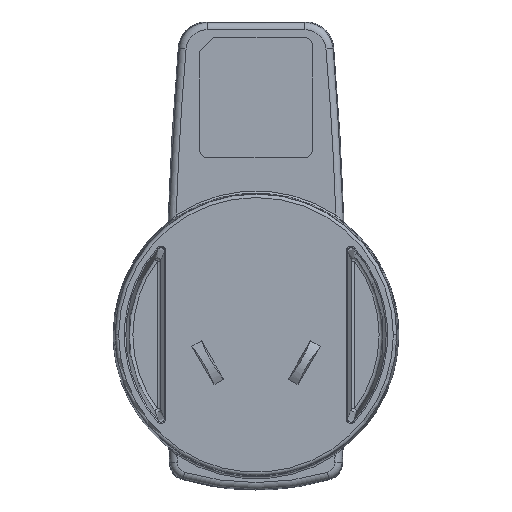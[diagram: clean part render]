
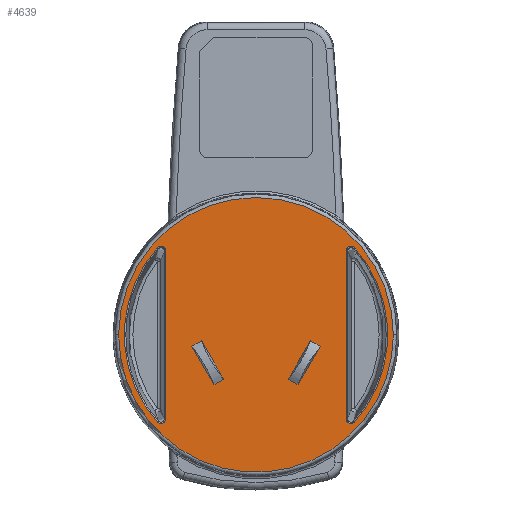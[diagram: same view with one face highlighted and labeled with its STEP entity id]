
A CAD part, front view. The second image highlights one B-rep face of the part: STEP entity #4639.
In plain terms, the highlighted planar face has unit normal (0, -1, 0).
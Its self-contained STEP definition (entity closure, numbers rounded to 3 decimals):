
#120=CARTESIAN_POINT('',(0.,-9.,-12.2));
#121=DIRECTION('',(0.,-1.,0.));
#122=DIRECTION('',(-1.,0.,0.007));
#123=AXIS2_PLACEMENT_3D('',#120,#121,#122);
#140=CARTESIAN_POINT('',(0.,-9.,-12.2));
#141=DIRECTION('',(0.,1.,0.));
#142=DIRECTION('',(-1.,0.,0.007));
#143=AXIS2_PLACEMENT_3D('',#140,#141,#142);
#145=CARTESIAN_POINT('',(0.,-9.,-12.2));
#146=DIRECTION('',(0.,1.,0.));
#147=DIRECTION('',(1.,0.,0.));
#148=AXIS2_PLACEMENT_3D('',#145,#146,#147);
#150=CARTESIAN_POINT('',(0.,-9.,-12.2));
#151=DIRECTION('',(0.,1.,0.));
#152=DIRECTION('',(0.546,0.,-0.838));
#153=AXIS2_PLACEMENT_3D('',#150,#151,#152);
#155=DIRECTION('',(0.866,0.,-0.5));
#156=VECTOR('',#155,1.6);
#157=CARTESIAN_POINT('',(4.591,-9.,-18.488));
#158=LINE('',#157,#156);
#159=DIRECTION('',(0.5,0.,0.866));
#160=VECTOR('',#159,6.3);
#161=CARTESIAN_POINT('',(5.977,-9.,-19.288));
#162=LINE('',#161,#160);
#163=DIRECTION('',(-0.866,0.,0.5));
#164=VECTOR('',#163,1.6);
#165=CARTESIAN_POINT('',(9.127,-9.,-13.832));
#166=LINE('',#165,#164);
#167=DIRECTION('',(-0.5,0.,-0.866));
#168=VECTOR('',#167,6.3);
#169=CARTESIAN_POINT('',(7.741,-9.,-13.032));
#170=LINE('',#169,#168);
#171=DIRECTION('',(-0.5,0.,0.866));
#172=VECTOR('',#171,6.3);
#173=CARTESIAN_POINT('',(-4.591,-9.,-18.488));
#174=LINE('',#173,#172);
#175=DIRECTION('',(-0.866,0.,-0.5));
#176=VECTOR('',#175,1.6);
#177=CARTESIAN_POINT('',(-7.741,-9.,-13.032));
#178=LINE('',#177,#176);
#179=DIRECTION('',(0.5,0.,-0.866));
#180=VECTOR('',#179,6.3);
#181=CARTESIAN_POINT('',(-9.127,-9.,-13.832));
#182=LINE('',#181,#180);
#183=DIRECTION('',(0.866,0.,0.5));
#184=VECTOR('',#183,1.6);
#185=CARTESIAN_POINT('',(-5.977,-9.,-19.288));
#186=LINE('',#185,#184);
#187=CARTESIAN_POINT('',(0.,-9.,-12.2));
#188=DIRECTION('',(0.,-1.,0.));
#189=DIRECTION('',(0.751,0.,-0.661));
#190=AXIS2_PLACEMENT_3D('',#187,#188,#189);
#192=CARTESIAN_POINT('',(0.,-9.,-12.2));
#193=DIRECTION('',(0.,-1.,0.));
#194=DIRECTION('',(-0.751,0.,0.661));
#195=AXIS2_PLACEMENT_3D('',#192,#193,#194);
#276=CARTESIAN_POINT('',(14.032,-9.,-24.551));
#277=CARTESIAN_POINT('',(13.977,-9.,-24.613));
#278=CARTESIAN_POINT('',(13.854,-9.,-24.712));
#279=CARTESIAN_POINT('',(13.621,-9.,-24.795));
#280=CARTESIAN_POINT('',(13.373,-9.,-24.792));
#281=CARTESIAN_POINT('',(13.14,-9.,-24.703));
#282=CARTESIAN_POINT('',(12.953,-9.,-24.541));
#283=CARTESIAN_POINT('',(12.833,-9.,-24.325));
#284=CARTESIAN_POINT('',(12.807,-9.,-24.171));
#285=CARTESIAN_POINT('',(12.807,-9.,-24.088));
#331=DIRECTION('',(0.,0.,1.));
#332=VECTOR('',#331,23.777);
#333=CARTESIAN_POINT('',(12.807,-9.,-24.088));
#334=LINE('',#333,#332);
#340=CARTESIAN_POINT('',(12.807,-9.,
-0.311));
#341=CARTESIAN_POINT('',(12.807,-9.,
-0.228));
#342=CARTESIAN_POINT('',(12.834,-9.,
-0.072));
#343=CARTESIAN_POINT('',(12.955,-9.,0.145));
#344=CARTESIAN_POINT('',(13.144,-9.,0.306));
#345=CARTESIAN_POINT('',(13.378,-9.,0.393));
#346=CARTESIAN_POINT('',(13.625,-9.,0.394));
#347=CARTESIAN_POINT('',(13.856,-9.,0.311));
#348=CARTESIAN_POINT('',(13.978,-9.,0.212));
#349=CARTESIAN_POINT('',(14.032,-9.,0.151));
#476=CARTESIAN_POINT('',(-14.032,-9.,
0.151));
#477=CARTESIAN_POINT('',(-13.977,-9.,
0.213));
#478=CARTESIAN_POINT('',(-13.854,-9.,
0.312));
#479=CARTESIAN_POINT('',(-13.621,-9.,
0.395));
#480=CARTESIAN_POINT('',(-13.374,-9.,
0.392));
#481=CARTESIAN_POINT('',(-13.14,-9.,
0.303));
#482=CARTESIAN_POINT('',(-12.953,-9.,
0.141));
#483=CARTESIAN_POINT('',(-12.833,-9.,
-0.075));
#484=CARTESIAN_POINT('',(-12.807,-9.,
-0.229));
#485=CARTESIAN_POINT('',(-12.807,-9.,
-0.312));
#531=DIRECTION('',(0.,0.,-1.));
#532=VECTOR('',#531,23.777);
#533=CARTESIAN_POINT('',(-12.807,-9.,
-0.312));
#534=LINE('',#533,#532);
#540=CARTESIAN_POINT('',(-12.807,-9.,
-24.089));
#541=CARTESIAN_POINT('',(-12.807,-9.,
-24.172));
#542=CARTESIAN_POINT('',(-12.834,-9.,
-24.328));
#543=CARTESIAN_POINT('',(-12.955,-9.,
-24.545));
#544=CARTESIAN_POINT('',(-13.144,-9.,
-24.706));
#545=CARTESIAN_POINT('',(-13.378,-9.,
-24.793));
#546=CARTESIAN_POINT('',(-13.625,-9.,
-24.794));
#547=CARTESIAN_POINT('',(-13.856,-9.,
-24.711));
#548=CARTESIAN_POINT('',(-13.978,-9.,
-24.612));
#549=CARTESIAN_POINT('',(-14.032,-9.,
-24.551));
#3686=CARTESIAN_POINT('',(-19.508,-9.,
-12.064));
#3687=CARTESIAN_POINT('',(-19.509,-9.,
-12.202));
#3688=VERTEX_POINT('',#3686);
#3689=VERTEX_POINT('',#3687);
#3690=CARTESIAN_POINT('',(19.509,-9.,
-12.2));
#3691=VERTEX_POINT('',#3690);
#3692=CARTESIAN_POINT('',(10.643,-9.,
-28.55));
#3693=VERTEX_POINT('',#3692);
#3694=CARTESIAN_POINT('',(4.591,-9.,-18.488));
#3695=CARTESIAN_POINT('',(5.977,-9.,-19.288));
#3696=VERTEX_POINT('',#3694);
#3697=VERTEX_POINT('',#3695);
#3698=CARTESIAN_POINT('',(9.127,-9.,-13.832));
#3699=VERTEX_POINT('',#3698);
#3700=CARTESIAN_POINT('',(7.741,-9.,-13.032));
#3701=VERTEX_POINT('',#3700);
#3702=CARTESIAN_POINT('',(-4.591,-9.,-18.488));
#3703=CARTESIAN_POINT('',(-7.741,-9.,-13.032));
#3704=VERTEX_POINT('',#3702);
#3705=VERTEX_POINT('',#3703);
#3706=CARTESIAN_POINT('',(-9.127,-9.,-13.832));
#3707=VERTEX_POINT('',#3706);
#3708=CARTESIAN_POINT('',(-5.977,-9.,-19.288));
#3709=VERTEX_POINT('',#3708);
#3710=VERTEX_POINT('',#276);
#3711=VERTEX_POINT('',#285);
#3712=CARTESIAN_POINT('',(14.031,-9.,0.151));
#3713=VERTEX_POINT('',#3712);
#3714=VERTEX_POINT('',#340);
#3715=VERTEX_POINT('',#476);
#3716=VERTEX_POINT('',#485);
#3717=CARTESIAN_POINT('',(-14.031,-9.,-24.551));
#3718=VERTEX_POINT('',#3717);
#3719=VERTEX_POINT('',#540);
#4586=CARTESIAN_POINT('',(0.,-9.,0.));
#4587=DIRECTION('',(0.,-1.,0.));
#4588=DIRECTION('',(-1.,0.,0.));
#4589=AXIS2_PLACEMENT_3D('',#4586,#4587,#4588);
#4590=PLANE('',#4589);
#4591=ORIENTED_EDGE('',*,*,#4575,.F.);
#4592=ORIENTED_EDGE('',*,*,#4573,.T.);
#4594=ORIENTED_EDGE('',*,*,#4593,.T.);
#4596=ORIENTED_EDGE('',*,*,#4595,.T.);
#4597=EDGE_LOOP('',(#4591,#4592,#4594,#4596));
#4598=FACE_OUTER_BOUND('',#4597,.F.);
#4600=ORIENTED_EDGE('',*,*,#4599,.T.);
#4602=ORIENTED_EDGE('',*,*,#4601,.T.);
#4604=ORIENTED_EDGE('',*,*,#4603,.T.);
#4606=ORIENTED_EDGE('',*,*,#4605,.T.);
#4607=EDGE_LOOP('',(#4600,#4602,#4604,#4606));
#4608=FACE_BOUND('',#4607,.F.);
#4610=ORIENTED_EDGE('',*,*,#4609,.T.);
#4612=ORIENTED_EDGE('',*,*,#4611,.T.);
#4614=ORIENTED_EDGE('',*,*,#4613,.T.);
#4616=ORIENTED_EDGE('',*,*,#4615,.T.);
#4617=EDGE_LOOP('',(#4610,#4612,#4614,#4616));
#4618=FACE_BOUND('',#4617,.F.);
#4620=ORIENTED_EDGE('',*,*,#4619,.F.);
#4622=ORIENTED_EDGE('',*,*,#4621,.T.);
#4624=ORIENTED_EDGE('',*,*,#4623,.F.);
#4626=ORIENTED_EDGE('',*,*,#4625,.F.);
#4627=EDGE_LOOP('',(#4620,#4622,#4624,#4626));
#4628=FACE_BOUND('',#4627,.F.);
#4630=ORIENTED_EDGE('',*,*,#4629,.F.);
#4632=ORIENTED_EDGE('',*,*,#4631,.T.);
#4634=ORIENTED_EDGE('',*,*,#4633,.F.);
#4636=ORIENTED_EDGE('',*,*,#4635,.F.);
#4637=EDGE_LOOP('',(#4630,#4632,#4634,#4636));
#4638=FACE_BOUND('',#4637,.F.);
#4639=ADVANCED_FACE('',(#4598,#4608,#4618,#4628,#4638),#4590,.T.);
#124=CIRCLE('',#123,19.509);
#144=CIRCLE('',#143,19.509);
#149=CIRCLE('',#148,19.509);
#154=CIRCLE('',#153,19.509);
#191=CIRCLE('',#190,18.693);
#196=CIRCLE('',#195,18.693);
#286=B_SPLINE_CURVE_WITH_KNOTS('',3,(#276,#277,#278,#279,#280,#281,#282,#283,
#284,#285),.UNSPECIFIED.,.F.,.F.,(4,1,1,1,1,1,1,4),(0.,0.143,
0.286,0.429,0.571,0.714,
0.857,1.),.UNSPECIFIED.);
#350=B_SPLINE_CURVE_WITH_KNOTS('',3,(#340,#341,#342,#343,#344,#345,#346,#347,
#348,#349),.UNSPECIFIED.,.F.,.F.,(4,1,1,1,1,1,1,4),(0.,0.143,
0.286,0.429,0.571,0.714,
0.857,1.),.UNSPECIFIED.);
#486=B_SPLINE_CURVE_WITH_KNOTS('',3,(#476,#477,#478,#479,#480,#481,#482,#483,
#484,#485),.UNSPECIFIED.,.F.,.F.,(4,1,1,1,1,1,1,4),(0.,0.143,
0.286,0.429,0.571,0.714,
0.857,1.),.UNSPECIFIED.);
#550=B_SPLINE_CURVE_WITH_KNOTS('',3,(#540,#541,#542,#543,#544,#545,#546,#547,
#548,#549),.UNSPECIFIED.,.F.,.F.,(4,1,1,1,1,1,1,4),(0.,0.143,
0.286,0.429,0.571,0.714,
0.857,1.),.UNSPECIFIED.);
#4573=EDGE_CURVE('',#3688,#3691,#144,.T.);
#4575=EDGE_CURVE('',#3688,#3689,#124,.T.);
#4593=EDGE_CURVE('',#3691,#3693,#149,.T.);
#4595=EDGE_CURVE('',#3693,#3689,#154,.T.);
#4599=EDGE_CURVE('',#3696,#3697,#158,.T.);
#4601=EDGE_CURVE('',#3697,#3699,#162,.T.);
#4603=EDGE_CURVE('',#3699,#3701,#166,.T.);
#4605=EDGE_CURVE('',#3701,#3696,#170,.T.);
#4609=EDGE_CURVE('',#3704,#3705,#174,.T.);
#4611=EDGE_CURVE('',#3705,#3707,#178,.T.);
#4613=EDGE_CURVE('',#3707,#3709,#182,.T.);
#4615=EDGE_CURVE('',#3709,#3704,#186,.T.);
#4619=EDGE_CURVE('',#3710,#3711,#286,.T.);
#4621=EDGE_CURVE('',#3710,#3713,#191,.T.);
#4623=EDGE_CURVE('',#3714,#3713,#350,.T.);
#4625=EDGE_CURVE('',#3711,#3714,#334,.T.);
#4629=EDGE_CURVE('',#3715,#3716,#486,.T.);
#4631=EDGE_CURVE('',#3715,#3718,#196,.T.);
#4633=EDGE_CURVE('',#3719,#3718,#550,.T.);
#4635=EDGE_CURVE('',#3716,#3719,#534,.T.);
